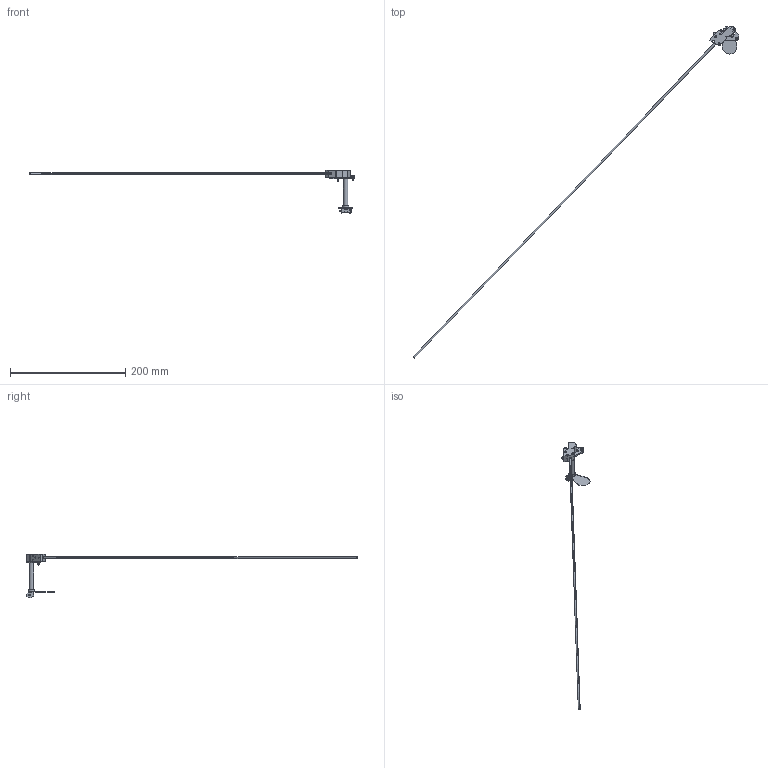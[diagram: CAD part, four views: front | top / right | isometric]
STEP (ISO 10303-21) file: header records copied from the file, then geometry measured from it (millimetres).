
FILE_DESCRIPTION(/* description */ ('Crystal12 Shutter Assembly (750-635-G2)'),/* implementation_level */ '2;1');
FILE_NAME(/* name */ '750-635-G2 - Crystal12 Shutter Assembly (Outline Model rev.A).stp',/* time_stamp */ '2016-05-11T15:59:49-04:00',/* author */ ('Joel Plasencia'),/* organization */ ('INFICON'),/* preprocessor_version */ 'ST-DEVELOPER v11',/* originating_system */ 'SIEMENS PLM Software NX 7.5',/* authorisation */ 'Copyright© 2017 INFICON - ALL RIGHTS RESERVED');
FILE_SCHEMA (('AUTOMOTIVE_DESIGN { 1 0 10303 214 1 1 1 1 }'));
Length unit declared in the file: inch
Products named in the file (1): 750-635-G2_A
Bounding box: 564.27 x 575.71 x 76.13 mm (x, y, z)
Volume: 16347.4 mm3; surface area: 22282.6 mm2
Topology: 3 solids, 4 shells, 267 faces, 678 edges, 444 vertices
Faces by surface type: plane 174, cylinder 78, cone 12, torus 2, extrusion 1
Full cylindrical faces by diameter (mm): 1.575 x5, 1.587 x1, 2.261 x3, 2.38 x1, 2.438 x2, 2.845 x9, 2.87 x1, 3.048 x2, 3.167 x1, 3.264 x2, 3.454 x2, 3.556 x3, 4.648 x4, 4.75 x1, 5.41 x1, 7.874 x2, 8.001 x1, 11.125 x1
Entity records: 9342 total; most frequent: CARTESIAN_POINT 1831, DIRECTION 1535, ORIENTED_EDGE 1206, EDGE_CURVE 603, AXIS2_PLACEMENT_3D 576, VERTEX_POINT 425, VECTOR 383, LINE 382
